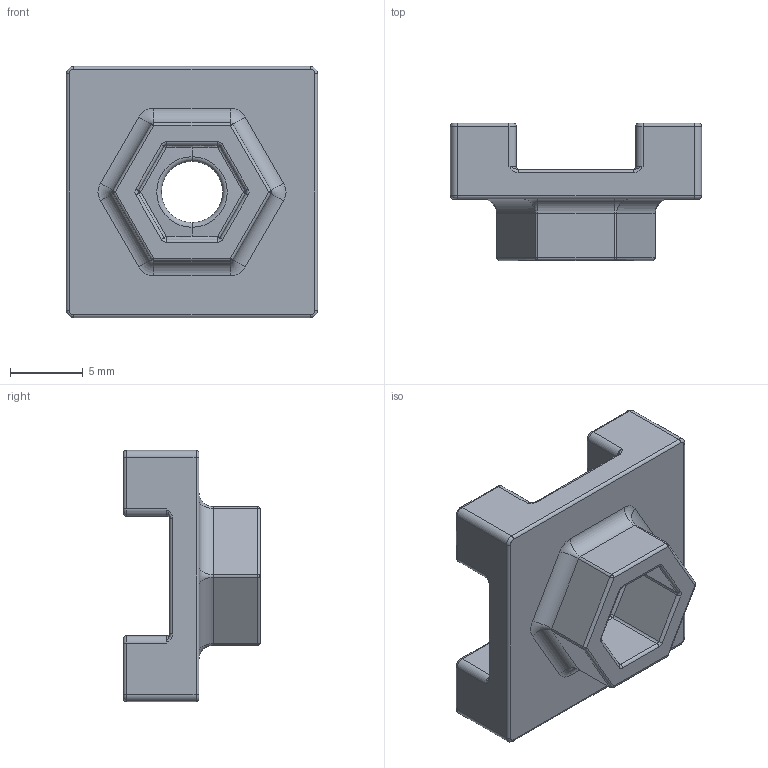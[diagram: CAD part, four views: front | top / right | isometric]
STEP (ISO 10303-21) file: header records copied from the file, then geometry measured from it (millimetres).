
FILE_DESCRIPTION (( 'STEP AP203' ), '1' );
FILE_NAME ('276-8022-001 Rev1 - Web.STEP', '2022-02-22T15:59:32', ( '' ), ( '' ), 'SwSTEP 2.0', 'SolidWorks 2021', '' );
FILE_SCHEMA (( 'CONFIG_CONTROL_DESIGN' ));
Length unit declared in the file: millimetre
Products named in the file (1): 276-8022-001 Rev1 - Web
Bounding box: 17.21 x 9.4 x 17.21 mm (x, y, z)
Volume: 961.3 mm3; surface area: 1208 mm2
Topology: 1 solids, 1 shells, 293 faces, 679 edges, 377 vertices
Faces by surface type: cylinder 128, torus 78, plane 57, bspline 14, sphere 12, cone 4
Entity records: 8369 total; most frequent: CARTESIAN_POINT 1740, DIRECTION 1520, ORIENTED_EDGE 1300, EDGE_CURVE 650, AXIS2_PLACEMENT_3D 628, VERTEX_POINT 364, CIRCLE 348, EDGE_LOOP 300
